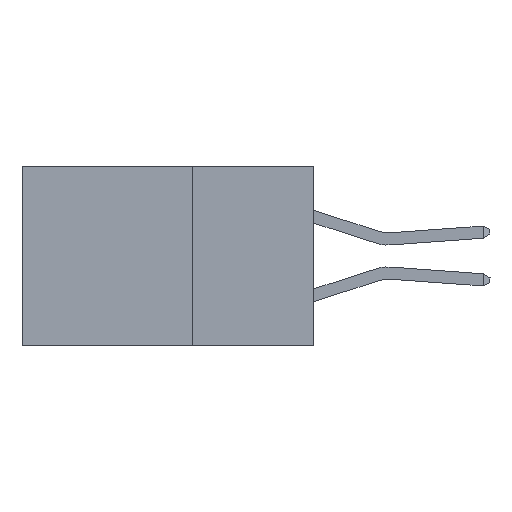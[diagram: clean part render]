
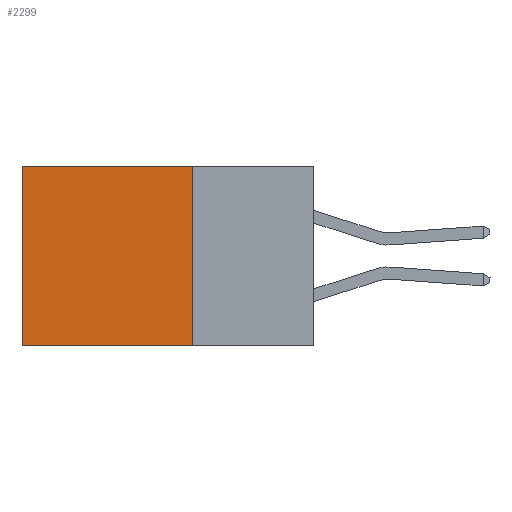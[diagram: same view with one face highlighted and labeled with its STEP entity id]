
A CAD part, left-side view. The second image highlights one B-rep face of the part: STEP entity #2299.
In plain terms, the highlighted planar face has unit normal (-1, 0, 0).
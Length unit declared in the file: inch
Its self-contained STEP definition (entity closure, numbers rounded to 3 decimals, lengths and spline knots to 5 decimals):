
#1021 = CARTESIAN_POINT ( 'NONE',  ( 0.2875, 0.6, -0.37 ) ) ;
#2299 = ADVANCED_FACE ( 'NONE', ( #13832 ), #11137, .F. ) ;
#2353 = CARTESIAN_POINT ( 'NONE',  ( 0.2875, 0.25, 0. ) ) ;
#3227 = CARTESIAN_POINT ( 'NONE',  ( 0.2875, 0.6, 0. ) ) ;
#3605 = CARTESIAN_POINT ( 'NONE',  ( 0.2875, 0.25, 0. ) ) ;
#3820 = DIRECTION ( 'NONE',  ( 1., 0., 0. ) ) ;
#3997 = ORIENTED_EDGE ( 'NONE', *, *, #18438, .F. ) ;
#4182 = LINE ( 'NONE', #5409, #11504 ) ;
#4371 = ORIENTED_EDGE ( 'NONE', *, *, #8303, .T. ) ;
#4734 = DIRECTION ( 'NONE',  ( 0., 0., -1. ) ) ;
#5409 = CARTESIAN_POINT ( 'NONE',  ( 0.2875, 0.25, 0. ) ) ;
#5494 = EDGE_CURVE ( 'NONE', #8497, #7948, #4182, .T. ) ;
#7745 = VECTOR ( 'NONE', #12342, 39.37008 ) ;
#7948 = VERTEX_POINT ( 'NONE', #10942 ) ;
#8303 = EDGE_CURVE ( 'NONE', #12456, #14313, #16757, .T. ) ;
#8497 = VERTEX_POINT ( 'NONE', #17917 ) ;
#10206 = VECTOR ( 'NONE', #4734, 39.37008 ) ;
#10942 = CARTESIAN_POINT ( 'NONE',  ( 0.2875, 0.25, -0.37 ) ) ;
#11090 = ORIENTED_EDGE ( 'NONE', *, *, #16641, .T. ) ;
#11137 = PLANE ( 'NONE',  #16387 ) ;
#11158 = EDGE_LOOP ( 'NONE', ( #4371, #3997, #17778, #11090 ) ) ;
#11504 = VECTOR ( 'NONE', #16788, 39.37008 ) ;
#12011 = LINE ( 'NONE', #3605, #7745 ) ;
#12342 = DIRECTION ( 'NONE',  ( 0., 1., 0. ) ) ;
#12388 = DIRECTION ( 'NONE',  ( 0., 1., 0. ) ) ;
#12456 = VERTEX_POINT ( 'NONE', #16795 ) ;
#13036 = LINE ( 'NONE', #15228, #16712 ) ;
#13832 = FACE_OUTER_BOUND ( 'NONE', #11158, .T. ) ;
#13969 = DIRECTION ( 'NONE',  ( 0., 0., -1. ) ) ;
#14313 = VERTEX_POINT ( 'NONE', #1021 ) ;
#15228 = CARTESIAN_POINT ( 'NONE',  ( 0.2875, 0.25, -0.37 ) ) ;
#16387 = AXIS2_PLACEMENT_3D ( 'NONE', #2353, #3820, #13969 ) ;
#16641 = EDGE_CURVE ( 'NONE', #8497, #12456, #12011, .T. ) ;
#16712 = VECTOR ( 'NONE', #12388, 39.37008 ) ;
#16757 = LINE ( 'NONE', #3227, #10206 ) ;
#16788 = DIRECTION ( 'NONE',  ( 0., 0., -1. ) ) ;
#16795 = CARTESIAN_POINT ( 'NONE',  ( 0.2875, 0.6, 0. ) ) ;
#17778 = ORIENTED_EDGE ( 'NONE', *, *, #5494, .F. ) ;
#17917 = CARTESIAN_POINT ( 'NONE',  ( 0.2875, 0.25, 0. ) ) ;
#18438 = EDGE_CURVE ( 'NONE', #7948, #14313, #13036, .T. ) ;
